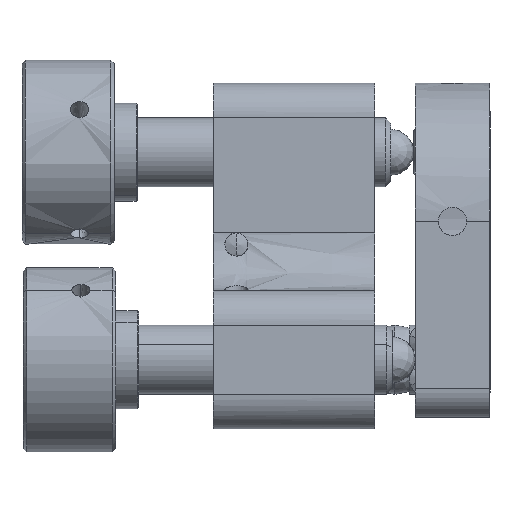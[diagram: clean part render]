
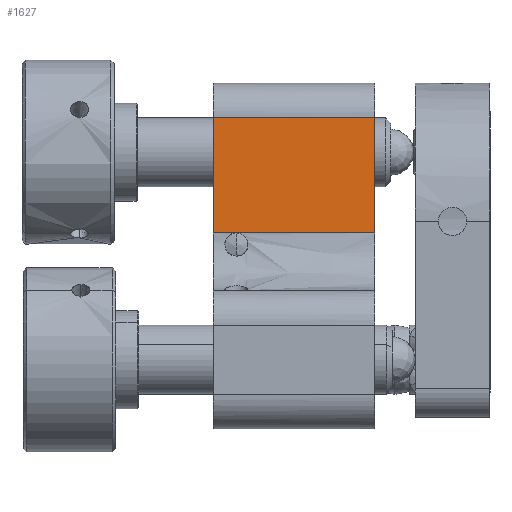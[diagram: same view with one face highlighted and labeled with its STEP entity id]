
A CAD part, left-side view. The second image highlights one B-rep face of the part: STEP entity #1627.
In plain terms, the highlighted planar face has unit normal (-1, 0, 0).
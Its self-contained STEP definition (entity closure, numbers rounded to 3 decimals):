
#305=B_SPLINE_CURVE_WITH_KNOTS('',1,(#15761,#15762),.UNSPECIFIED.,.F.,.F.,
(2,2),(0.,10.),.UNSPECIFIED.);
#315=B_SPLINE_CURVE_WITH_KNOTS('',1,(#15823,#15824),.UNSPECIFIED.,.F.,.F.,
(2,2),(-10.,0.),.UNSPECIFIED.);
#1627=ADVANCED_FACE('',(#2274),#10382,.T.);
#2274=FACE_OUTER_BOUND('',#2937,.T.);
#2937=EDGE_LOOP('',(#4155,#4156,#4157,#4158,#4159));
#4155=ORIENTED_EDGE('',*,*,#7268,.F.);
#4156=ORIENTED_EDGE('',*,*,#7164,.F.);
#4157=ORIENTED_EDGE('',*,*,#7161,.F.);
#4158=ORIENTED_EDGE('',*,*,#7246,.T.);
#4159=ORIENTED_EDGE('',*,*,#7244,.F.);
#7161=EDGE_CURVE('',#9408,#9409,#8775,.T.);
#7164=EDGE_CURVE('',#9409,#9412,#8776,.T.);
#7244=EDGE_CURVE('',#9470,#9471,#8837,.T.);
#7246=EDGE_CURVE('',#9408,#9471,#305,.T.);
#7268=EDGE_CURVE('',#9412,#9470,#315,.T.);
#8775=(
BOUNDED_CURVE()
B_SPLINE_CURVE(1,(#15413,#15414),.UNSPECIFIED.,.F.,.F.)
B_SPLINE_CURVE_WITH_KNOTS((2,2),(0.,12.),.UNSPECIFIED.)
CURVE()
GEOMETRIC_REPRESENTATION_ITEM()
RATIONAL_B_SPLINE_CURVE((1.,1.))
REPRESENTATION_ITEM('')
);
#8776=(
BOUNDED_CURVE()
B_SPLINE_CURVE(1,(#15443,#15444),.UNSPECIFIED.,.F.,.F.)
B_SPLINE_CURVE_WITH_KNOTS((2,2),(0.,2.),.UNSPECIFIED.)
CURVE()
GEOMETRIC_REPRESENTATION_ITEM()
RATIONAL_B_SPLINE_CURVE((1.,1.))
REPRESENTATION_ITEM('')
);
#8837=(
BOUNDED_CURVE()
B_SPLINE_CURVE(1,(#15756,#15757),.UNSPECIFIED.,.F.,.F.)
B_SPLINE_CURVE_WITH_KNOTS((2,2),(-14.,0.),.UNSPECIFIED.)
CURVE()
GEOMETRIC_REPRESENTATION_ITEM()
RATIONAL_B_SPLINE_CURVE((1.,1.))
REPRESENTATION_ITEM('')
);
#9408=VERTEX_POINT('',#15287);
#9409=VERTEX_POINT('',#15288);
#9412=VERTEX_POINT('',#15291);
#9470=VERTEX_POINT('',#15349);
#9471=VERTEX_POINT('',#15350);
#10382=PLANE('',#10927);
#10927=AXIS2_PLACEMENT_3D('',#15174,#11208,$);
#11208=DIRECTION('',(-1.,0.,0.));
#15174=CARTESIAN_POINT('',(3.,5.34,18.18));
#15287=CARTESIAN_POINT('',(3.,-10.18,19.3));
#15288=CARTESIAN_POINT('',(3.,1.82,19.3));
#15291=CARTESIAN_POINT('',(3.,3.82,19.3));
#15349=CARTESIAN_POINT('',(3.,3.82,29.3));
#15350=CARTESIAN_POINT('',(3.,-10.18,29.3));
#15413=CARTESIAN_POINT('',(3.,-10.18,19.3));
#15414=CARTESIAN_POINT('',(3.,1.82,19.3));
#15443=CARTESIAN_POINT('',(3.,1.82,19.3));
#15444=CARTESIAN_POINT('',(3.,3.82,19.3));
#15756=CARTESIAN_POINT('',(3.,3.82,29.3));
#15757=CARTESIAN_POINT('',(3.,-10.18,29.3));
#15761=CARTESIAN_POINT('',(3.,-10.18,19.3));
#15762=CARTESIAN_POINT('',(3.,-10.18,29.3));
#15823=CARTESIAN_POINT('',(3.,3.82,19.3));
#15824=CARTESIAN_POINT('',(3.,3.82,29.3));
